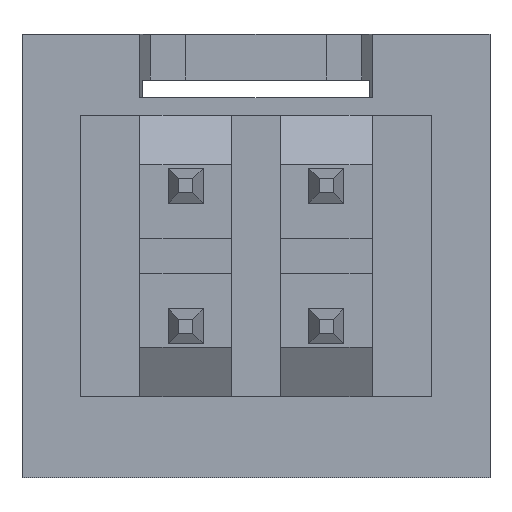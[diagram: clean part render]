
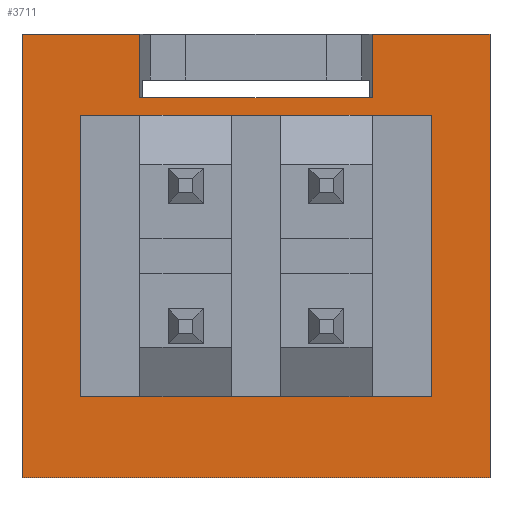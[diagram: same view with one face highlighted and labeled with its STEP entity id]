
A CAD part, front view. The second image highlights one B-rep face of the part: STEP entity #3711.
In plain terms, the highlighted planar face has unit normal (0, -1, 0).
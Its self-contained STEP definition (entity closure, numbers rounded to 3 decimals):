
#5=DIRECTION('',(1.,0.,0.));
#6=VECTOR('',#5,6.65);
#7=CARTESIAN_POINT('',(-3.325,-1.5,-3.15));
#8=LINE('',#7,#6);
#41=DIRECTION('',(0.,0.,1.));
#42=VECTOR('',#41,6.3);
#43=CARTESIAN_POINT('',(-3.325,-1.5,-3.15));
#44=LINE('',#43,#42);
#105=DIRECTION('',(0.,0.,1.));
#106=VECTOR('',#105,6.3);
#107=CARTESIAN_POINT('',(3.325,-1.5,-3.15));
#108=LINE('',#107,#106);
#1125=DIRECTION('',(0.,0.,1.));
#1126=VECTOR('',#1125,4.);
#1127=CARTESIAN_POINT('',(-2.5,-1.5,-2.));
#1128=LINE('',#1127,#1126);
#1129=DIRECTION('',(-1.,0.,0.));
#1130=VECTOR('',#1129,5.);
#1131=CARTESIAN_POINT('',(2.5,-1.5,-2.));
#1132=LINE('',#1131,#1130);
#1133=DIRECTION('',(0.,0.,-1.));
#1134=VECTOR('',#1133,4.);
#1135=CARTESIAN_POINT('',(2.5,-1.5,2.));
#1136=LINE('',#1135,#1134);
#1137=DIRECTION('',(1.,0.,0.));
#1138=VECTOR('',#1137,5.);
#1139=CARTESIAN_POINT('',(-2.5,-1.5,2.));
#1140=LINE('',#1139,#1138);
#1141=DIRECTION('',(0.,0.,-1.));
#1142=VECTOR('',#1141,0.9);
#1143=CARTESIAN_POINT('',(-1.65,-1.5,3.15));
#1144=LINE('',#1143,#1142);
#1145=DIRECTION('',(1.,0.,0.));
#1146=VECTOR('',#1145,3.3);
#1147=CARTESIAN_POINT('',(-1.65,-1.5,2.25));
#1148=LINE('',#1147,#1146);
#1149=DIRECTION('',(0.,0.,-1.));
#1150=VECTOR('',#1149,0.9);
#1151=CARTESIAN_POINT('',(1.65,-1.5,3.15));
#1152=LINE('',#1151,#1150);
#1169=DIRECTION('',(1.,0.,0.));
#1170=VECTOR('',#1169,1.675);
#1171=CARTESIAN_POINT('',(-3.325,-1.5,3.15));
#1172=LINE('',#1171,#1170);
#1185=DIRECTION('',(1.,0.,0.));
#1186=VECTOR('',#1185,1.675);
#1187=CARTESIAN_POINT('',(1.65,-1.5,3.15));
#1188=LINE('',#1187,#1186);
#1529=CARTESIAN_POINT('',(-2.5,-1.5,-2.));
#1530=CARTESIAN_POINT('',(-2.5,-1.5,2.));
#1531=VERTEX_POINT('',#1529);
#1532=VERTEX_POINT('',#1530);
#1533=CARTESIAN_POINT('',(2.5,-1.5,2.));
#1534=VERTEX_POINT('',#1533);
#1535=CARTESIAN_POINT('',(2.5,-1.5,-2.));
#1536=VERTEX_POINT('',#1535);
#1545=CARTESIAN_POINT('',(-3.325,-1.5,-3.15));
#1546=VERTEX_POINT('',#1545);
#1547=CARTESIAN_POINT('',(3.325,-1.5,-3.15));
#1548=VERTEX_POINT('',#1547);
#1549=CARTESIAN_POINT('',(-3.325,-1.5,3.15));
#1550=VERTEX_POINT('',#1549);
#1551=CARTESIAN_POINT('',(3.325,-1.5,3.15));
#1552=VERTEX_POINT('',#1551);
#1657=CARTESIAN_POINT('',(-1.65,-1.5,3.15));
#1658=VERTEX_POINT('',#1657);
#1659=CARTESIAN_POINT('',(1.65,-1.5,3.15));
#1661=VERTEX_POINT('',#1659);
#1666=CARTESIAN_POINT('',(-1.65,-1.5,2.25));
#1668=VERTEX_POINT('',#1666);
#1669=CARTESIAN_POINT('',(1.65,-1.5,2.25));
#1671=VERTEX_POINT('',#1669);
#3684=CARTESIAN_POINT('',(0.,-1.5,-3.15));
#3685=DIRECTION('',(0.,-1.,0.));
#3686=DIRECTION('',(0.,0.,1.));
#3687=AXIS2_PLACEMENT_3D('',#3684,#3685,#3686);
#3688=PLANE('',#3687);
#3690=ORIENTED_EDGE('',*,*,#3689,.T.);
#3692=ORIENTED_EDGE('',*,*,#3691,.T.);
#3694=ORIENTED_EDGE('',*,*,#3693,.F.);
#3696=ORIENTED_EDGE('',*,*,#3695,.T.);
#3697=ORIENTED_EDGE('',*,*,#2112,.F.);
#3698=ORIENTED_EDGE('',*,*,#2008,.F.);
#3699=ORIENTED_EDGE('',*,*,#2036,.T.);
#3701=ORIENTED_EDGE('',*,*,#3700,.T.);
#3702=EDGE_LOOP('',(#3690,#3692,#3694,#3696,#3697,#3698,#3699,#3701));
#3703=FACE_OUTER_BOUND('',#3702,.F.);
#3704=ORIENTED_EDGE('',*,*,#3678,.F.);
#3705=ORIENTED_EDGE('',*,*,#3564,.F.);
#3707=ORIENTED_EDGE('',*,*,#3706,.F.);
#3708=ORIENTED_EDGE('',*,*,#3639,.F.);
#3709=EDGE_LOOP('',(#3704,#3705,#3707,#3708));
#3710=FACE_BOUND('',#3709,.F.);
#3711=ADVANCED_FACE('',(#3703,#3710),#3688,.T.);
#2008=EDGE_CURVE('',#1546,#1548,#8,.T.);
#2036=EDGE_CURVE('',#1546,#1550,#44,.T.);
#2112=EDGE_CURVE('',#1548,#1552,#108,.T.);
#3564=EDGE_CURVE('',#1536,#1531,#1132,.T.);
#3639=EDGE_CURVE('',#1532,#1534,#1140,.T.);
#3678=EDGE_CURVE('',#1531,#1532,#1128,.T.);
#3689=EDGE_CURVE('',#1658,#1668,#1144,.T.);
#3691=EDGE_CURVE('',#1668,#1671,#1148,.T.);
#3693=EDGE_CURVE('',#1661,#1671,#1152,.T.);
#3695=EDGE_CURVE('',#1661,#1552,#1188,.T.);
#3700=EDGE_CURVE('',#1550,#1658,#1172,.T.);
#3706=EDGE_CURVE('',#1534,#1536,#1136,.T.);
